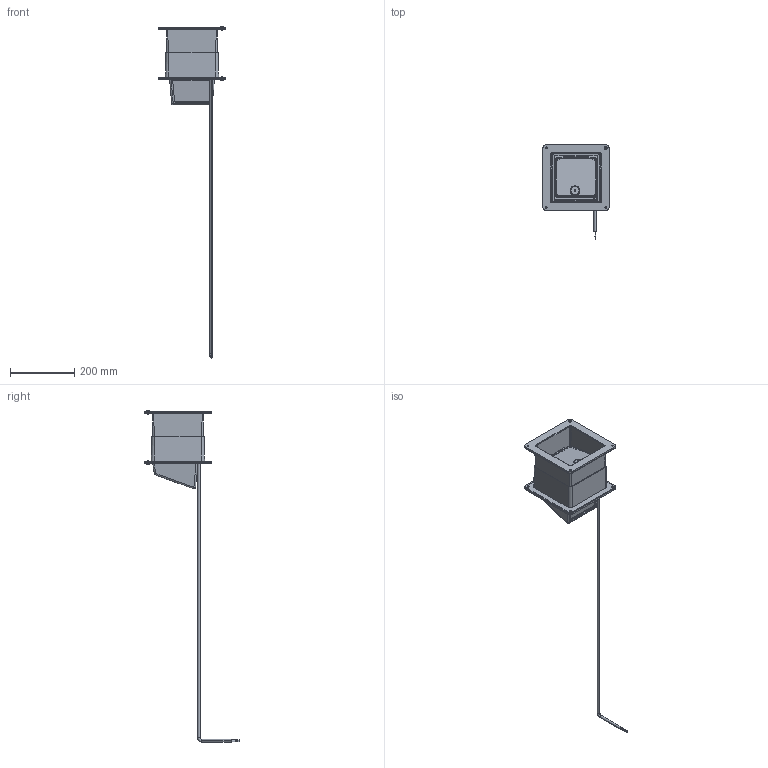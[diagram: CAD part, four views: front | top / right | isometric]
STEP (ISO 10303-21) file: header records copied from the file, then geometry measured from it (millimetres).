
FILE_DESCRIPTION (( 'STEP AP203' ), '1' );
FILE_NAME ('sone3D.STEP', '2014-09-25T05:11:11', ( '' ), ( '' ), 'SwSTEP 2.0', 'SolidWorks 2012', '' );
FILE_SCHEMA (( 'CONFIG_CONTROL_DESIGN' ));
Length unit declared in the file: millimetre
Products named in the file (12): sone3D; 廫帤寠晅側傋偹偠M5_M5 x 10; FE-602弁枠A_; FE-602電源コード_; FE-602ウエイト_; FE-602弁_; FE-602弁枠B_; FE-602金網_; FE-602ルーバー_; FE-602外型枠_; FE-602パッキン_; FE-602内型枠_
Assembly tree (13 placements, depth 2):
  sone3D
    FE-602内型枠_
    FE-602パッキン_  x2
    FE-602外型枠_
    FE-602ルーバー_
    FE-602金網_
    FE-602弁枠B_
    FE-602弁_
    FE-602ウエイト_
    FE-602電源コード_
    FE-602弁枠A_
    廫帤寠晅側傋偹偠M5_M5 x 10  x2
Bounding box: 206 x 293.5 x 1035.17 mm (x, y, z)
Volume: 825488.7 mm3; surface area: 628755.1 mm2
Topology: 13 solids, 13 shells, 603 faces, 1573 edges, 1014 vertices
Faces by surface type: cylinder 292, plane 249, torus 22, sphere 21, bspline 17, cone 2
Entity records: 18818 total; most frequent: CARTESIAN_POINT 3500, DIRECTION 3040, ORIENTED_EDGE 2884, EDGE_CURVE 1442, AXIS2_PLACEMENT_3D 1126, VERTEX_POINT 928, VECTOR 788, LINE 788
